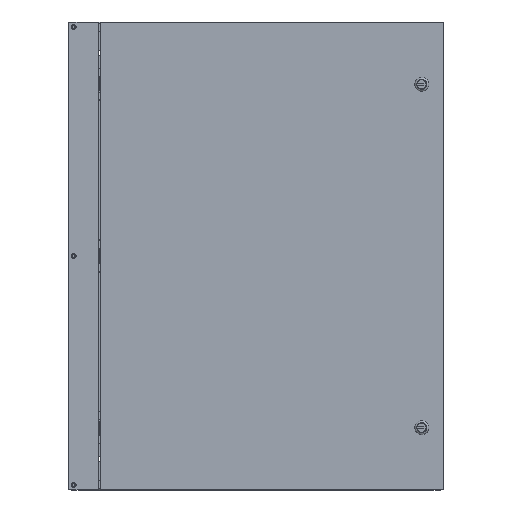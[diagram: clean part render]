
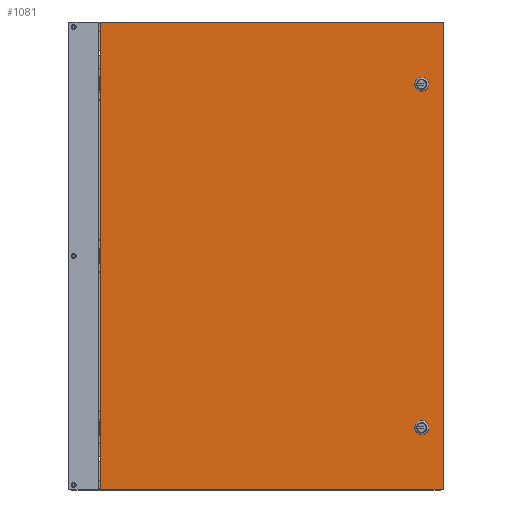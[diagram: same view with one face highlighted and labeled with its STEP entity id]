
A CAD part, front view. The second image highlights one B-rep face of the part: STEP entity #1081.
In plain terms, the highlighted planar face has unit normal (0, -1, 0).
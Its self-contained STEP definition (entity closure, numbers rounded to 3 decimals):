
#1081 = ADVANCED_FACE( '', ( #2447, #2448, #2449 ), #2450, .T. );
#2447 = FACE_BOUND( '', #5679, .T. );
#2448 = FACE_BOUND( '', #5680, .T. );
#2449 = FACE_OUTER_BOUND( '', #5681, .T. );
#2450 = PLANE( '', #5682 );
#5679 = EDGE_LOOP( '', ( #33898, #33899, #33900, #33901 ) );
#5680 = EDGE_LOOP( '', ( #33902, #33903, #33904, #33905 ) );
#5681 = EDGE_LOOP( '', ( #33906, #33907, #33908, #33909 ) );
#5682 = AXIS2_PLACEMENT_3D( '', #33910, #33911, #33912 );
#33898 = ORIENTED_EDGE( '', *, *, #38537, .F. );
#33899 = ORIENTED_EDGE( '', *, *, #38538, .F. );
#33900 = ORIENTED_EDGE( '', *, *, #38539, .F. );
#33901 = ORIENTED_EDGE( '', *, *, #38540, .F. );
#33902 = ORIENTED_EDGE( '', *, *, #38541, .F. );
#33903 = ORIENTED_EDGE( '', *, *, #38542, .F. );
#33904 = ORIENTED_EDGE( '', *, *, #38543, .F. );
#33905 = ORIENTED_EDGE( '', *, *, #38544, .F. );
#33906 = ORIENTED_EDGE( '', *, *, #38545, .T. );
#33907 = ORIENTED_EDGE( '', *, *, #38546, .T. );
#33908 = ORIENTED_EDGE( '', *, *, #38547, .T. );
#33909 = ORIENTED_EDGE( '', *, *, #38548, .T. );
#33910 = CARTESIAN_POINT( '', ( 0., 0., 0. ) );
#33911 = DIRECTION( '', ( 0., -1., 0. ) );
#33912 = DIRECTION( '', ( 0., 0., -1. ) );
#38537 = EDGE_CURVE( '', #40640, #40641, #40642, .T. );
#38538 = EDGE_CURVE( '', #40643, #40640, #40644, .T. );
#38539 = EDGE_CURVE( '', #40645, #40643, #40646, .T. );
#38540 = EDGE_CURVE( '', #40641, #40645, #40647, .T. );
#38541 = EDGE_CURVE( '', #40648, #40649, #40650, .T. );
#38542 = EDGE_CURVE( '', #40651, #40648, #40652, .T. );
#38543 = EDGE_CURVE( '', #40653, #40651, #40654, .T. );
#38544 = EDGE_CURVE( '', #40649, #40653, #40655, .T. );
#38545 = EDGE_CURVE( '', #40656, #40657, #40658, .T. );
#38546 = EDGE_CURVE( '', #40657, #40659, #40660, .T. );
#38547 = EDGE_CURVE( '', #40659, #40661, #40662, .T. );
#38548 = EDGE_CURVE( '', #40661, #40656, #40663, .T. );
#40640 = VERTEX_POINT( '', #43870 );
#40641 = VERTEX_POINT( '', #43871 );
#40642 = CIRCLE( '', #43872, 9.716 );
#40643 = VERTEX_POINT( '', #43873 );
#40644 = LINE( '', #43874, #43875 );
#40645 = VERTEX_POINT( '', #43876 );
#40646 = CIRCLE( '', #43877, 9.716 );
#40647 = LINE( '', #43878, #43879 );
#40648 = VERTEX_POINT( '', #43880 );
#40649 = VERTEX_POINT( '', #43881 );
#40650 = CIRCLE( '', #43882, 9.716 );
#40651 = VERTEX_POINT( '', #43883 );
#40652 = LINE( '', #43884, #43885 );
#40653 = VERTEX_POINT( '', #43886 );
#40654 = CIRCLE( '', #43887, 9.716 );
#40655 = LINE( '', #43888, #43889 );
#40656 = VERTEX_POINT( '', #43890 );
#40657 = VERTEX_POINT( '', #43891 );
#40658 = LINE( '', #43892, #43893 );
#40659 = VERTEX_POINT( '', #43894 );
#40660 = LINE( '', #43895, #43896 );
#40661 = VERTEX_POINT( '', #43897 );
#40662 = LINE( '', #43898, #43899 );
#40663 = LINE( '', #43900, #43901 );
#43870 = CARTESIAN_POINT( '', ( 252.603, 0., 284.722 ) );
#43871 = CARTESIAN_POINT( '', ( 236.347, 0., 284.722 ) );
#43872 = AXIS2_PLACEMENT_3D( '', #49671, #49672, #49673 );
#43873 = CARTESIAN_POINT( '', ( 252.603, 0., 274.078 ) );
#43874 = CARTESIAN_POINT( '', ( 252.603, 0., 284.722 ) );
#43875 = VECTOR( '', #49674, 1000. );
#43876 = CARTESIAN_POINT( '', ( 236.347, 0., 274.078 ) );
#43877 = AXIS2_PLACEMENT_3D( '', #49675, #49676, #49677 );
#43878 = CARTESIAN_POINT( '', ( 236.347, 0., 284.722 ) );
#43879 = VECTOR( '', #49678, 1000. );
#43880 = CARTESIAN_POINT( '', ( 252.603, 0., -274.078 ) );
#43881 = CARTESIAN_POINT( '', ( 236.347, 0., -274.078 ) );
#43882 = AXIS2_PLACEMENT_3D( '', #49679, #49680, #49681 );
#43883 = CARTESIAN_POINT( '', ( 252.603, 0., -284.722 ) );
#43884 = CARTESIAN_POINT( '', ( 252.603, 0., -274.078 ) );
#43885 = VECTOR( '', #49682, 1000. );
#43886 = CARTESIAN_POINT( '', ( 236.347, 0., -284.722 ) );
#43887 = AXIS2_PLACEMENT_3D( '', #49683, #49684, #49685 );
#43888 = CARTESIAN_POINT( '', ( 236.347, 0., -274.078 ) );
#43889 = VECTOR( '', #49686, 1000. );
#43890 = CARTESIAN_POINT( '', ( -279.4, 0., 381. ) );
#43891 = CARTESIAN_POINT( '', ( -279.4, 0., -381. ) );
#43892 = CARTESIAN_POINT( '', ( -279.4, 0., 381. ) );
#43893 = VECTOR( '', #49687, 1000. );
#43894 = CARTESIAN_POINT( '', ( 279.4, 0., -381. ) );
#43895 = CARTESIAN_POINT( '', ( -279.4, 0., -381. ) );
#43896 = VECTOR( '', #49688, 1000. );
#43897 = CARTESIAN_POINT( '', ( 279.4, 0., 381. ) );
#43898 = CARTESIAN_POINT( '', ( 279.4, 0., -381. ) );
#43899 = VECTOR( '', #49689, 1000. );
#43900 = CARTESIAN_POINT( '', ( 279.4, 0., 381. ) );
#43901 = VECTOR( '', #49690, 1000. );
#49671 = CARTESIAN_POINT( '', ( 244.475, 0., 279.4 ) );
#49672 = DIRECTION( '', ( 0., -1., 0. ) );
#49673 = DIRECTION( '', ( 1., 0., 0. ) );
#49674 = DIRECTION( '', ( 0., 0., 1. ) );
#49675 = CARTESIAN_POINT( '', ( 244.475, 0., 279.4 ) );
#49676 = DIRECTION( '', ( 0., -1., 0. ) );
#49677 = DIRECTION( '', ( 1., 0., 0. ) );
#49678 = DIRECTION( '', ( 0., 0., -1. ) );
#49679 = CARTESIAN_POINT( '', ( 244.475, 0., -279.4 ) );
#49680 = DIRECTION( '', ( 0., -1., 0. ) );
#49681 = DIRECTION( '', ( 1., 0., 0. ) );
#49682 = DIRECTION( '', ( 0., 0., 1. ) );
#49683 = CARTESIAN_POINT( '', ( 244.475, 0., -279.4 ) );
#49684 = DIRECTION( '', ( 0., -1., 0. ) );
#49685 = DIRECTION( '', ( 1., 0., 0. ) );
#49686 = DIRECTION( '', ( 0., 0., -1. ) );
#49687 = DIRECTION( '', ( 0., 0., -1. ) );
#49688 = DIRECTION( '', ( 1., 0., 0. ) );
#49689 = DIRECTION( '', ( 0., 0., 1. ) );
#49690 = DIRECTION( '', ( -1., 0., 0. ) );
